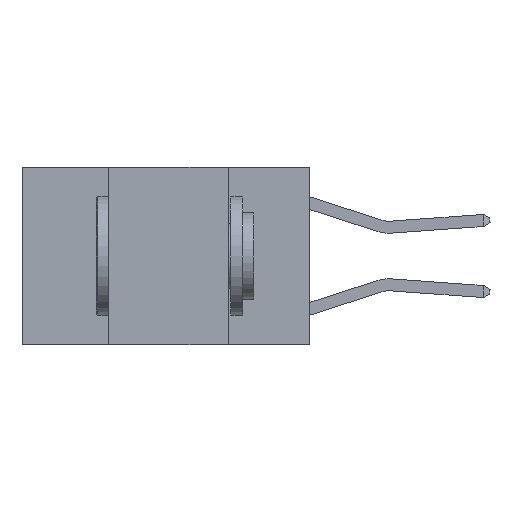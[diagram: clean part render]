
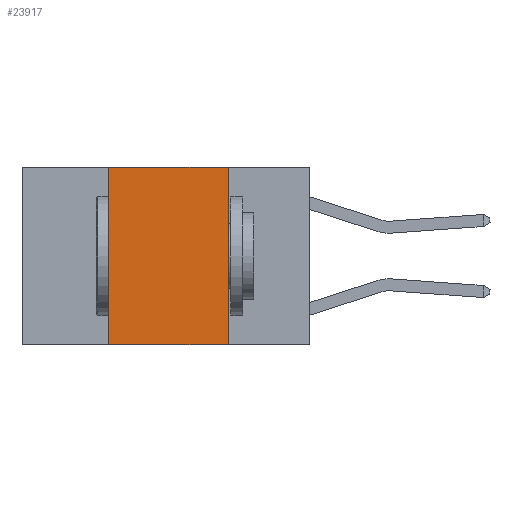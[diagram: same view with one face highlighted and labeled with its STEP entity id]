
A CAD part, left-side view. The second image highlights one B-rep face of the part: STEP entity #23917.
In plain terms, the highlighted planar face has unit normal (-1, 0, 0).
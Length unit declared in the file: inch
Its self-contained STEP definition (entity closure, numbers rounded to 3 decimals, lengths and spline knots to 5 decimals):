
#305 = ORIENTED_EDGE ( 'NONE', *, *, #9897, .T. ) ;
#645 = VECTOR ( 'NONE', #809, 39.37008 ) ;
#809 = DIRECTION ( 'NONE',  ( 0., 0., 1. ) ) ;
#975 = AXIS2_PLACEMENT_3D ( 'NONE', #18071, #1360, #7011 ) ;
#1360 = DIRECTION ( 'NONE',  ( 1., 0., 0. ) ) ;
#2363 = ORIENTED_EDGE ( 'NONE', *, *, #12862, .F. ) ;
#3204 = FACE_OUTER_BOUND ( 'NONE', #11997, .T. ) ;
#3987 = LINE ( 'NONE', #4337, #645 ) ;
#4330 = VECTOR ( 'NONE', #18278, 39.37008 ) ;
#4337 = CARTESIAN_POINT ( 'NONE',  ( 0., 0.42, 0. ) ) ;
#5202 = EDGE_CURVE ( 'NONE', #10645, #14878, #3987, .T. ) ;
#6843 = LINE ( 'NONE', #14269, #10917 ) ;
#7011 = DIRECTION ( 'NONE',  ( 0., 0., -1. ) ) ;
#7102 = CARTESIAN_POINT ( 'NONE',  ( 0., 0.17, 0. ) ) ;
#7332 = LINE ( 'NONE', #7102, #4330 ) ;
#8237 = VERTEX_POINT ( 'NONE', #14860 ) ;
#9799 = VERTEX_POINT ( 'NONE', #19043 ) ;
#9897 = EDGE_CURVE ( 'NONE', #10645, #8237, #6843, .T. ) ;
#10645 = VERTEX_POINT ( 'NONE', #20049 ) ;
#10689 = PLANE ( 'NONE',  #975 ) ;
#10917 = VECTOR ( 'NONE', #21675, 39.37008 ) ;
#11129 = VECTOR ( 'NONE', #14810, 39.37008 ) ;
#11997 = EDGE_LOOP ( 'NONE', ( #2363, #23128, #21685, #305 ) ) ;
#12774 = CARTESIAN_POINT ( 'NONE',  ( 0., 0.42, 0. ) ) ;
#12862 = EDGE_CURVE ( 'NONE', #9799, #8237, #7332, .T. ) ;
#14269 = CARTESIAN_POINT ( 'NONE',  ( 0., 0.6, -0.37 ) ) ;
#14810 = DIRECTION ( 'NONE',  ( 0., -1., 0. ) ) ;
#14860 = CARTESIAN_POINT ( 'NONE',  ( 0., 0.17, -0.37 ) ) ;
#14878 = VERTEX_POINT ( 'NONE', #12774 ) ;
#18071 = CARTESIAN_POINT ( 'NONE',  ( 0., 0.6, 0. ) ) ;
#18278 = DIRECTION ( 'NONE',  ( 0., 0., -1. ) ) ;
#19043 = CARTESIAN_POINT ( 'NONE',  ( 0., 0.17, 0. ) ) ;
#19320 = LINE ( 'NONE', #23836, #11129 ) ;
#20049 = CARTESIAN_POINT ( 'NONE',  ( 0., 0.42, -0.37 ) ) ;
#21675 = DIRECTION ( 'NONE',  ( 0., -1., 0. ) ) ;
#21685 = ORIENTED_EDGE ( 'NONE', *, *, #5202, .F. ) ;
#23128 = ORIENTED_EDGE ( 'NONE', *, *, #23329, .F. ) ;
#23329 = EDGE_CURVE ( 'NONE', #14878, #9799, #19320, .T. ) ;
#23836 = CARTESIAN_POINT ( 'NONE',  ( 0., 0.6, 0. ) ) ;
#23917 = ADVANCED_FACE ( 'NONE', ( #3204 ), #10689, .F. ) ;
